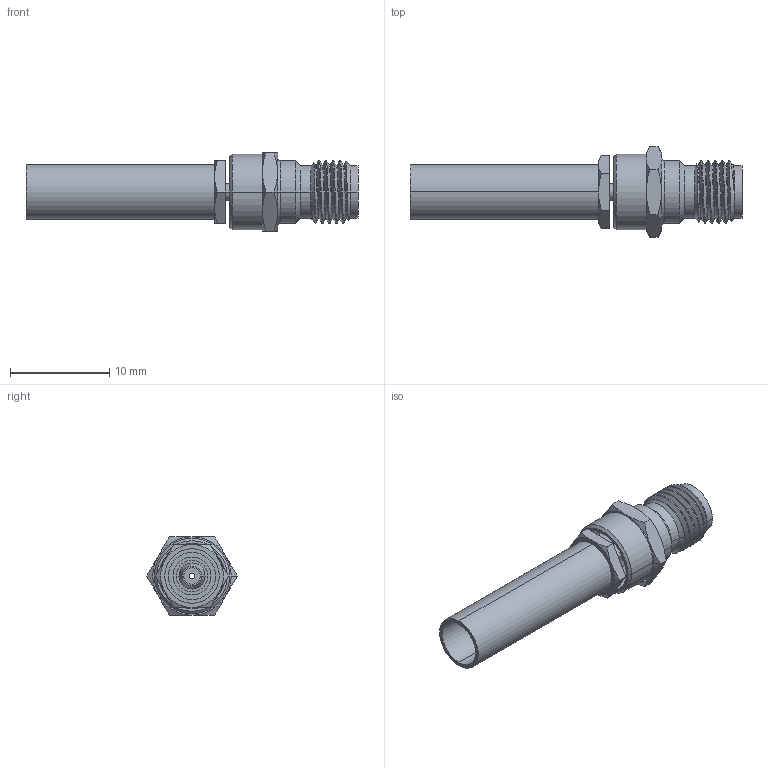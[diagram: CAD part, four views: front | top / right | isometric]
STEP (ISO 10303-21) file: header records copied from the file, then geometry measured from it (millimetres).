
FILE_DESCRIPTION((''),'2;1');
FILE_NAME('901-9602-3SF_SW0002','2012-11-19T',('Clement Lazar'),(''),'PRO/ENGINEER BY PARAMETRIC TECHNOLOGY CORPORATION, 2010100','PRO/ENGINEER BY PARAMETRIC TECHNOLOGY CORPORATION, 2010100','');
FILE_SCHEMA(('CONFIG_CONTROL_DESIGN'));
Length unit declared in the file: millimetre
Products named in the file (1): 901-9602-3SF_SW0002
Bounding box: 33.53 x 9.15 x 7.92 mm (x, y, z)
Surface area: 1260.8 mm2 (no closed solid volume)
Topology: 0 solids, 11 shells, 93 faces, 230 edges, 148 vertices
Faces by surface type: cone 36, cylinder 28, plane 21, bspline 6, torus 2
Entity records: 5293 total; most frequent: CARTESIAN_POINT 3159, DIRECTION 430, ORIENTED_EDGE 407, EDGE_CURVE 230, AXIS2_PLACEMENT_3D 183, VERTEX_POINT 148, EDGE_LOOP 102, CIRCLE 96
